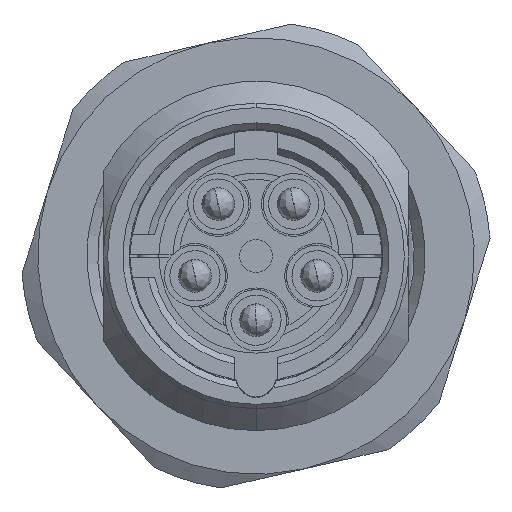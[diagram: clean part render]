
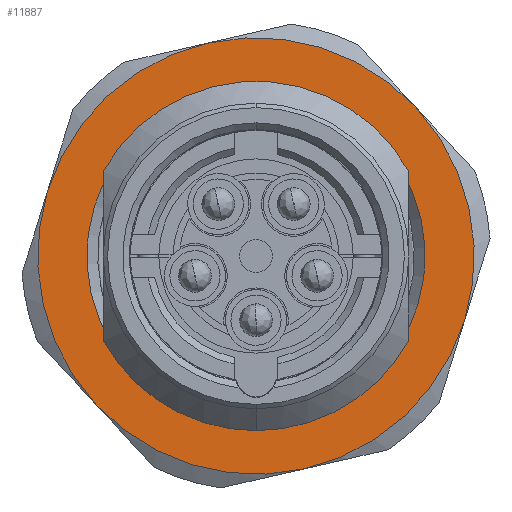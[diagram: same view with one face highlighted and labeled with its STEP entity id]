
A CAD part, front view. The second image highlights one B-rep face of the part: STEP entity #11887.
In plain terms, the highlighted planar face has unit normal (0, -1, 0).
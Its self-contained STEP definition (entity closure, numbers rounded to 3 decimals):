
#371 = AXIS2_PLACEMENT_3D ( 'NONE', #7946, #3971, #4029 ) ;
#401 = FACE_BOUND ( 'NONE', #8613, .T. ) ;
#857 = EDGE_CURVE ( 'NONE', #15845, #4909, #3398, .T. ) ;
#981 = CIRCLE ( 'NONE', #371, 10. ) ;
#1826 = CARTESIAN_POINT ( 'NONE',  ( 0., -2., 0. ) ) ;
#1899 = DIRECTION ( 'NONE',  ( 0.222, 0., -0.975 ) ) ;
#1982 = AXIS2_PLACEMENT_3D ( 'NONE', #15380, #2010, #1899 ) ;
#2010 = DIRECTION ( 'NONE',  ( 0., -1., 0. ) ) ;
#2277 = VERTEX_POINT ( 'NONE', #8402 ) ;
#2484 = CARTESIAN_POINT ( 'NONE',  ( -1.721, -2., 7.557 ) ) ;
#2550 = AXIS2_PLACEMENT_3D ( 'NONE', #16545, #16489, #16435 ) ;
#2632 = VERTEX_POINT ( 'NONE', #3552 ) ;
#3032 = DIRECTION ( 'NONE',  ( -0.975, 0., -0.222 ) ) ;
#3137 = DIRECTION ( 'NONE',  ( 0.222, 0., -0.975 ) ) ;
#3164 = DIRECTION ( 'NONE',  ( 0., -1., 0. ) ) ;
#3193 = CARTESIAN_POINT ( 'NONE',  ( 0., -2., 0. ) ) ;
#3323 = EDGE_CURVE ( 'NONE', #7455, #6457, #6658, .T. ) ;
#3398 = CIRCLE ( 'NONE', #12476, 10. ) ;
#3514 = EDGE_CURVE ( 'NONE', #2277, #7755, #9839, .T. ) ;
#3552 = CARTESIAN_POINT ( 'NONE',  ( 2.22, -2., -9.75 ) ) ;
#3652 = CIRCLE ( 'NONE', #10022, 10. ) ;
#3913 = DIRECTION ( 'NONE',  ( -0.975, 0., -0.222 ) ) ;
#3971 = DIRECTION ( 'NONE',  ( 0., 1., 0. ) ) ;
#3982 = CARTESIAN_POINT ( 'NONE',  ( 0., -2., 0. ) ) ;
#4029 = DIRECTION ( 'NONE',  ( -0.222, 0., 0.975 ) ) ;
#4036 = DIRECTION ( 'NONE',  ( 0., 1., 0. ) ) ;
#4048 = EDGE_CURVE ( 'NONE', #7755, #4715, #981, .T. ) ;
#4110 = AXIS2_PLACEMENT_3D ( 'NONE', #1826, #10766, #3032 ) ;
#4388 = ORIENTED_EDGE ( 'NONE', *, *, #4048, .F. ) ;
#4404 = ORIENTED_EDGE ( 'NONE', *, *, #11980, .F. ) ;
#4715 = VERTEX_POINT ( 'NONE', #15550 ) ;
#4909 = VERTEX_POINT ( 'NONE', #10993 ) ;
#5275 = ORIENTED_EDGE ( 'NONE', *, *, #6280, .F. ) ;
#5747 = DIRECTION ( 'NONE',  ( 0., 1., 0. ) ) ;
#6280 = EDGE_CURVE ( 'NONE', #4715, #15845, #7050, .T. ) ;
#6457 = VERTEX_POINT ( 'NONE', #15533 ) ;
#6658 = CIRCLE ( 'NONE', #12140, 7.75 ) ;
#6697 = CARTESIAN_POINT ( 'NONE',  ( 0., -2., 0. ) ) ;
#6704 = FACE_OUTER_BOUND ( 'NONE', #10167, .T. ) ;
#7050 = CIRCLE ( 'NONE', #12842, 10. ) ;
#7387 = CIRCLE ( 'NONE', #1982, 7.75 ) ;
#7429 = EDGE_CURVE ( 'NONE', #6457, #7455, #7387, .T. ) ;
#7455 = VERTEX_POINT ( 'NONE', #2484 ) ;
#7755 = VERTEX_POINT ( 'NONE', #12103 ) ;
#7946 = CARTESIAN_POINT ( 'NONE',  ( 0., -2., 0. ) ) ;
#7949 = DIRECTION ( 'NONE',  ( -0.222, 0., 0.975 ) ) ;
#8402 = CARTESIAN_POINT ( 'NONE',  ( -7.334, -2., -6.798 ) ) ;
#8613 = EDGE_LOOP ( 'NONE', ( #12427, #14411 ) ) ;
#8867 = ORIENTED_EDGE ( 'NONE', *, *, #16423, .F. ) ;
#9463 = ORIENTED_EDGE ( 'NONE', *, *, #3514, .F. ) ;
#9839 = CIRCLE ( 'NONE', #2550, 10. ) ;
#10022 = AXIS2_PLACEMENT_3D ( 'NONE', #6697, #15714, #7949 ) ;
#10167 = EDGE_LOOP ( 'NONE', ( #4388, #9463, #4404, #8867, #12629, #5275 ) ) ;
#10766 = DIRECTION ( 'NONE',  ( 0., 1., 0. ) ) ;
#10897 = DIRECTION ( 'NONE',  ( 0., 1., 0. ) ) ;
#10993 = CARTESIAN_POINT ( 'NONE',  ( 9.554, -2., -2.952 ) ) ;
#11133 = DIRECTION ( 'NONE',  ( -0.975, 0., -0.222 ) ) ;
#11486 = CARTESIAN_POINT ( 'NONE',  ( 7.334, -2., 6.798 ) ) ;
#11815 = PLANE ( 'NONE',  #14836 ) ;
#11887 = ADVANCED_FACE ( 'NONE', ( #6704, #401 ), #11815, .F. ) ;
#11928 = CARTESIAN_POINT ( 'NONE',  ( 0., -2., 0. ) ) ;
#11980 = EDGE_CURVE ( 'NONE', #2632, #2277, #13605, .T. ) ;
#12103 = CARTESIAN_POINT ( 'NONE',  ( -9.554, -2., 2.952 ) ) ;
#12140 = AXIS2_PLACEMENT_3D ( 'NONE', #3193, #3164, #3137 ) ;
#12427 = ORIENTED_EDGE ( 'NONE', *, *, #7429, .F. ) ;
#12476 = AXIS2_PLACEMENT_3D ( 'NONE', #11928, #10897, #11133 ) ;
#12629 = ORIENTED_EDGE ( 'NONE', *, *, #857, .F. ) ;
#12842 = AXIS2_PLACEMENT_3D ( 'NONE', #13318, #5747, #3913 ) ;
#13103 = DIRECTION ( 'NONE',  ( -0.222, 0., 0.975 ) ) ;
#13318 = CARTESIAN_POINT ( 'NONE',  ( 0., -2., 0. ) ) ;
#13605 = CIRCLE ( 'NONE', #4110, 10. ) ;
#14411 = ORIENTED_EDGE ( 'NONE', *, *, #3323, .F. ) ;
#14836 = AXIS2_PLACEMENT_3D ( 'NONE', #3982, #4036, #13103 ) ;
#15380 = CARTESIAN_POINT ( 'NONE',  ( 0., -2., 0. ) ) ;
#15533 = CARTESIAN_POINT ( 'NONE',  ( 1.721, -2., -7.557 ) ) ;
#15550 = CARTESIAN_POINT ( 'NONE',  ( -2.22, -2., 9.75 ) ) ;
#15714 = DIRECTION ( 'NONE',  ( 0., 1., 0. ) ) ;
#15845 = VERTEX_POINT ( 'NONE', #11486 ) ;
#16423 = EDGE_CURVE ( 'NONE', #4909, #2632, #3652, .T. ) ;
#16435 = DIRECTION ( 'NONE',  ( -0.222, 0., 0.975 ) ) ;
#16489 = DIRECTION ( 'NONE',  ( 0., 1., 0. ) ) ;
#16545 = CARTESIAN_POINT ( 'NONE',  ( 0., -2., 0. ) ) ;
